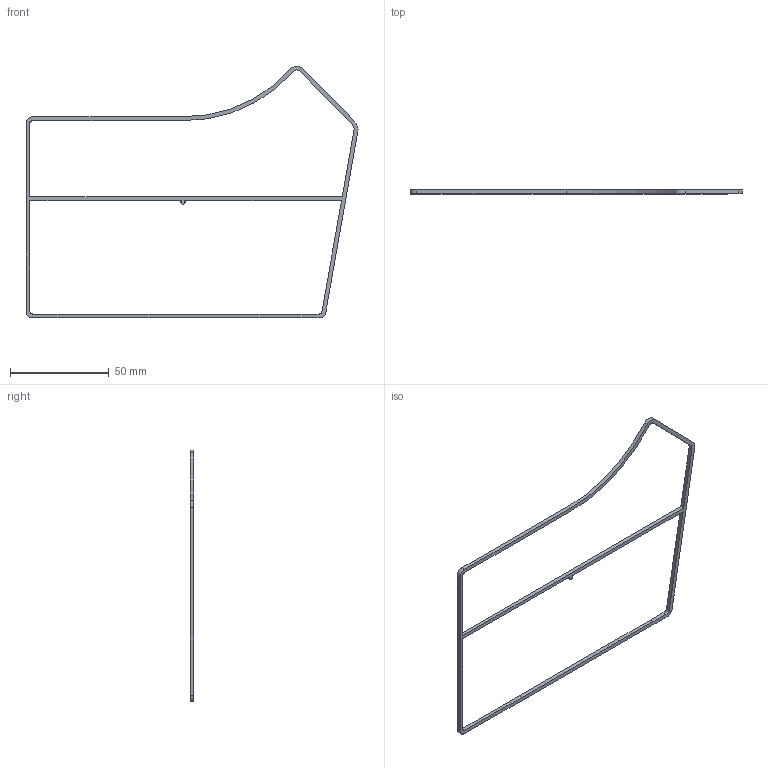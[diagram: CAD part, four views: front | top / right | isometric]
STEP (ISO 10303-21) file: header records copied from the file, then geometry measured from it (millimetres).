
FILE_DESCRIPTION(/* description */ (''),/* implementation_level */ '2;1');
FILE_NAME(/* name */ 'alumi_plate_left v4.step',/* time_stamp */ '2023-03-12T23:10:04+09:00',/* author */ (''),/* organization */ (''),/* preprocessor_version */ 'ST-DEVELOPER v19.2',/* originating_system */ 'Autodesk Translation Framework v11.17.0.187',/* authorisation */ '');
FILE_SCHEMA (('AUTOMOTIVE_DESIGN { 1 0 10303 214 3 1 1 }'));
Length unit declared in the file: millimetre
Products named in the file (1): alumi_plate_left
Bounding box: 168.29 x 2 x 127.68 mm (x, y, z)
Volume: 2761.3 mm3; surface area: 5514.6 mm2
Topology: 1 solids, 1 shells, 42 faces, 120 edges, 80 vertices
Faces by surface type: plane 29, cylinder 13
Entity records: 1400 total; most frequent: CARTESIAN_POINT 243, ORIENTED_EDGE 240, DIRECTION 232, EDGE_CURVE 120, LINE 94, VECTOR 94, VERTEX_POINT 80, AXIS2_PLACEMENT_3D 69
